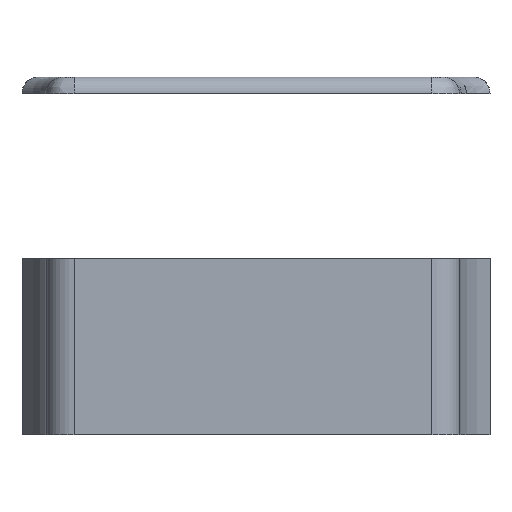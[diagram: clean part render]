
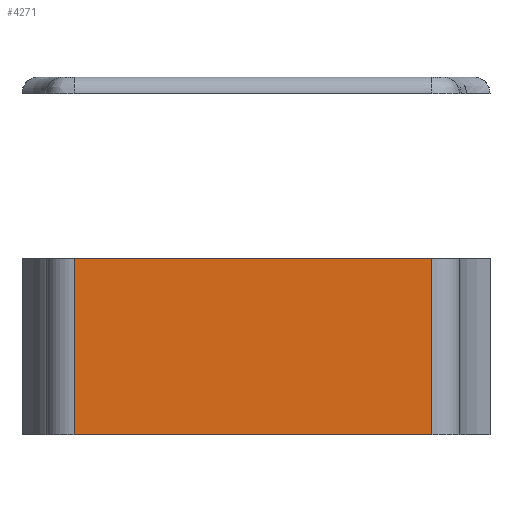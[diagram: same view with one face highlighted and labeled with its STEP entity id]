
A CAD part, front view. The second image highlights one B-rep face of the part: STEP entity #4271.
In plain terms, the highlighted planar face has unit normal (0, -1, 0).
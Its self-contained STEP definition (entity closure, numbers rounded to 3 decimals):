
#406=FACE_OUTER_BOUND('',#638,.T.);
#638=EDGE_LOOP('',(#3048,#3049,#3050,#3051));
#1011=LINE('',#5992,#1459);
#1018=LINE('',#6010,#1466);
#1019=LINE('',#6013,#1467);
#1020=LINE('',#6014,#1468);
#1459=VECTOR('',#5000,10.);
#1466=VECTOR('',#5019,10.);
#1467=VECTOR('',#5022,10.);
#1468=VECTOR('',#5023,10.);
#1873=VERTEX_POINT('',#5989);
#1874=VERTEX_POINT('',#5991);
#1878=VERTEX_POINT('',#6006);
#1880=VERTEX_POINT('',#6012);
#2343=EDGE_CURVE('',#1873,#1874,#1011,.T.);
#2353=EDGE_CURVE('',#1874,#1878,#1018,.T.);
#2354=EDGE_CURVE('',#1880,#1873,#1019,.T.);
#2355=EDGE_CURVE('',#1878,#1880,#1020,.T.);
#3048=ORIENTED_EDGE('',*,*,#2353,.F.);
#3049=ORIENTED_EDGE('',*,*,#2343,.F.);
#3050=ORIENTED_EDGE('',*,*,#2354,.F.);
#3051=ORIENTED_EDGE('',*,*,#2355,.F.);
#4122=PLANE('',#4536);
#4271=ADVANCED_FACE('',(#406),#4122,.T.);
#4536=AXIS2_PLACEMENT_3D('',#6011,#5020,#5021);
#5000=DIRECTION('',(-1.,0.,0.));
#5019=DIRECTION('',(0.,0.,1.));
#5020=DIRECTION('center_axis',(0.,-1.,0.));
#5021=DIRECTION('ref_axis',(1.,0.,0.));
#5022=DIRECTION('',(0.,0.,-1.));
#5023=DIRECTION('',(1.,0.,0.));
#5989=CARTESIAN_POINT('',(32.5,-47.5,0.));
#5991=CARTESIAN_POINT('',(-32.5,-47.5,0.));
#5992=CARTESIAN_POINT('',(37.5,-47.5,0.));
#6006=CARTESIAN_POINT('',(-32.5,-47.5,32.));
#6010=CARTESIAN_POINT('',(-32.5,-47.5,0.));
#6011=CARTESIAN_POINT('Origin',(-37.5,-47.5,0.));
#6012=CARTESIAN_POINT('',(32.5,-47.5,32.));
#6013=CARTESIAN_POINT('',(32.5,-47.5,0.));
#6014=CARTESIAN_POINT('',(37.5,-47.5,32.));
